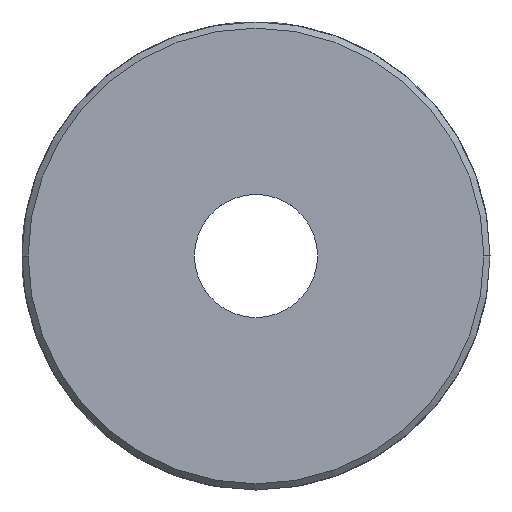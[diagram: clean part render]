
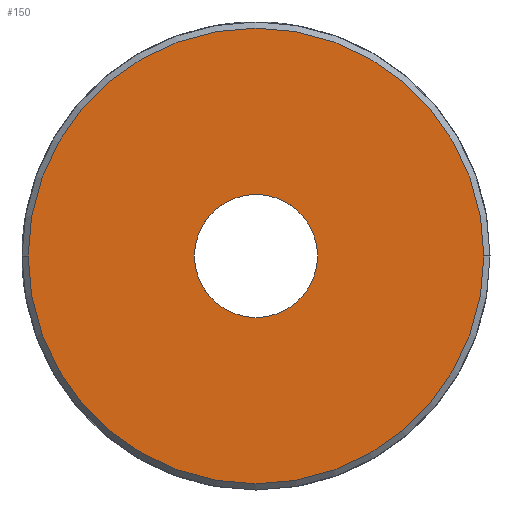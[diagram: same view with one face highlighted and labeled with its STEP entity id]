
A CAD part, left-side view. The second image highlights one B-rep face of the part: STEP entity #150.
In plain terms, the highlighted planar face has unit normal (-1, 0, 0).
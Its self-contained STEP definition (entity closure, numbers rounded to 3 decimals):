
#150 = ADVANCED_FACE( '', ( #319, #320 ), #321, .T. );
#319 = FACE_BOUND( '', #489, .T. );
#320 = FACE_OUTER_BOUND( '', #490, .T. );
#321 = PLANE( '', #491 );
#489 = EDGE_LOOP( '', ( #1239, #1240 ) );
#490 = EDGE_LOOP( '', ( #1241, #1242 ) );
#491 = AXIS2_PLACEMENT_3D( '', #1243, #1244, #1245 );
#1239 = ORIENTED_EDGE( '', *, *, #1505, .F. );
#1240 = ORIENTED_EDGE( '', *, *, #1268, .F. );
#1241 = ORIENTED_EDGE( '', *, *, #1249, .T. );
#1242 = ORIENTED_EDGE( '', *, *, #1508, .T. );
#1243 = CARTESIAN_POINT( '', ( 0., 5.875, 0. ) );
#1244 = DIRECTION( '', ( -1., 0., 0. ) );
#1245 = DIRECTION( '', ( 0., 1., 0. ) );
#1249 = EDGE_CURVE( '', #1510, #1514, #1516, .T. );
#1268 = EDGE_CURVE( '', #1552, #1554, #1555, .T. );
#1505 = EDGE_CURVE( '', #1554, #1552, #1941, .T. );
#1508 = EDGE_CURVE( '', #1514, #1510, #1944, .T. );
#1510 = VERTEX_POINT( '', #1946 );
#1514 = VERTEX_POINT( '', #1951 );
#1516 = CIRCLE( '', #1954, 9.25 );
#1552 = VERTEX_POINT( '', #2098 );
#1554 = VERTEX_POINT( '', #2101 );
#1555 = CIRCLE( '', #2102, 2.5 );
#1941 = CIRCLE( '', #3887, 2.5 );
#1944 = CIRCLE( '', #3890, 9.25 );
#1946 = CARTESIAN_POINT( '', ( 0., 9.25, 0. ) );
#1951 = CARTESIAN_POINT( '', ( 0., -9.25, 0. ) );
#1954 = AXIS2_PLACEMENT_3D( '', #3896, #3897, #3898 );
#2098 = CARTESIAN_POINT( '', ( 0., -2.5, 0. ) );
#2101 = CARTESIAN_POINT( '', ( 0., 2.5, 0. ) );
#2102 = AXIS2_PLACEMENT_3D( '', #3921, #3922, #3923 );
#3887 = AXIS2_PLACEMENT_3D( '', #4260, #4261, #4262 );
#3890 = AXIS2_PLACEMENT_3D( '', #4269, #4270, #4271 );
#3896 = CARTESIAN_POINT( '', ( 0., 0., 0. ) );
#3897 = DIRECTION( '', ( -1., 0., 0. ) );
#3898 = DIRECTION( '', ( 0., 1., 0. ) );
#3921 = CARTESIAN_POINT( '', ( 0., 0., 0. ) );
#3922 = DIRECTION( '', ( -1., 0., 0. ) );
#3923 = DIRECTION( '', ( 0., 1., 0. ) );
#4260 = CARTESIAN_POINT( '', ( 0., 0., 0. ) );
#4261 = DIRECTION( '', ( -1., 0., 0. ) );
#4262 = DIRECTION( '', ( 0., 1., 0. ) );
#4269 = CARTESIAN_POINT( '', ( 0., 0., 0. ) );
#4270 = DIRECTION( '', ( -1., 0., 0. ) );
#4271 = DIRECTION( '', ( 0., 1., 0. ) );
